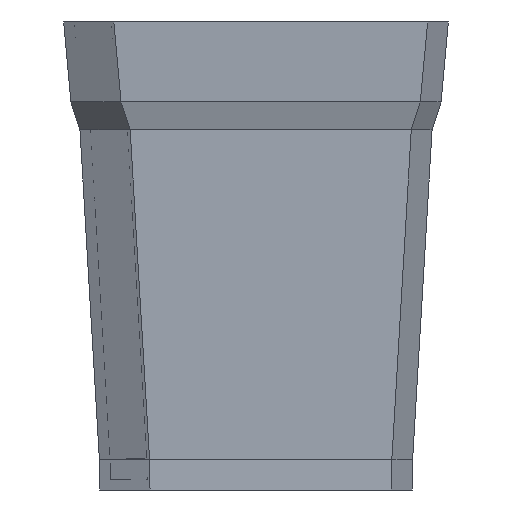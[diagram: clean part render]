
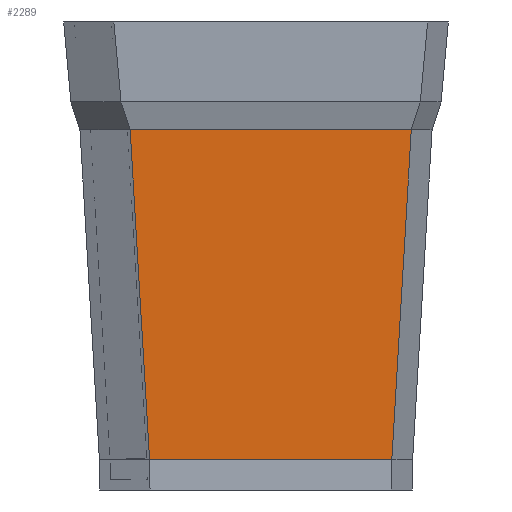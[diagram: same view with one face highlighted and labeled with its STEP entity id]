
A CAD part, left-side view. The second image highlights one B-rep face of the part: STEP entity #2289.
In plain terms, the highlighted planar face has unit normal (-0.706, -0.706, -0.059).
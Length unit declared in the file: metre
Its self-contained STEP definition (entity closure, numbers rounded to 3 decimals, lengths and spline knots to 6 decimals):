
#46=ORIENTED_EDGE('',*,*,#706,.F.);
#47=ORIENTED_EDGE('',*,*,#707,.T.);
#48=ORIENTED_EDGE('',*,*,#708,.T.);
#49=ORIENTED_EDGE('',*,*,#709,.F.);
#706=EDGE_CURVE('',#1034,#1035,#1242,.T.);
#707=EDGE_CURVE('',#1034,#1036,#1243,.T.);
#708=EDGE_CURVE('',#1036,#1037,#1244,.T.);
#709=EDGE_CURVE('',#1035,#1037,#1245,.T.);
#1034=VERTEX_POINT('',#3241);
#1035=VERTEX_POINT('',#3242);
#1036=VERTEX_POINT('',#3244);
#1037=VERTEX_POINT('',#3246);
#1242=LINE('',#3240,#1574);
#1243=LINE('',#3243,#1575);
#1244=LINE('',#3245,#1576);
#1245=LINE('',#3247,#1577);
#1574=VECTOR('',#2619,1.);
#1575=VECTOR('',#2620,1.);
#1576=VECTOR('',#2621,1.);
#1577=VECTOR('',#2622,1.);
#1884=EDGE_LOOP('',(#46,#47,#48,#49));
#2020=FACE_BOUND('',#1884,.T.);
#2155=PLANE('',#2447);
#2289=ADVANCED_FACE('',(#2020),#2155,.F.);
#2447=AXIS2_PLACEMENT_3D('',#3239,#2617,#2618);
#2617=DIRECTION('',(0.706,0.706,0.059));
#2618=DIRECTION('',(0.707,-0.707,0.));
#2619=DIRECTION('',(0.707,-0.707,0.));
#2620=DIRECTION('',(0.141,-0.058,-0.988));
#2621=DIRECTION('',(0.707,-0.707,0.));
#2622=DIRECTION('',(0.024,0.059,-0.998));
#3239=CARTESIAN_POINT('',(-0.167566,0.112337,-0.017124));
#3240=CARTESIAN_POINT('',(-0.167783,0.11212,-0.011924));
#3241=CARTESIAN_POINT('',(-0.159167,0.103504,-0.011924));
#3242=CARTESIAN_POINT('',(-0.128107,0.072444,-0.011924));
#3243=CARTESIAN_POINT('',(-0.159167,0.103504,-0.011924));
#3244=CARTESIAN_POINT('',(-0.153977,0.101354,-0.048317));
#3245=CARTESIAN_POINT('',(-0.166263,0.11364,-0.048317));
#3246=CARTESIAN_POINT('',(-0.127216,0.074594,-0.048317));
#3247=CARTESIAN_POINT('',(-0.128107,0.072444,-0.011924));
